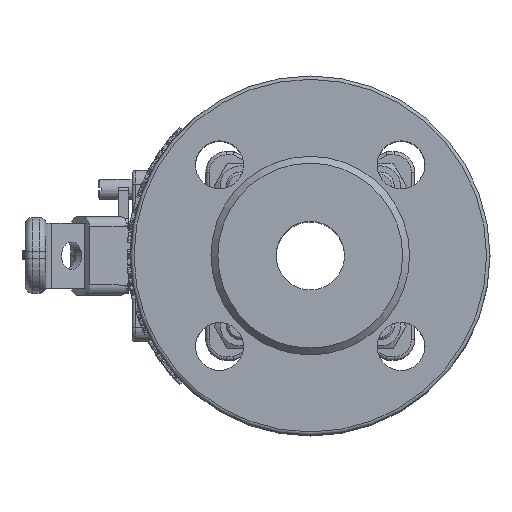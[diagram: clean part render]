
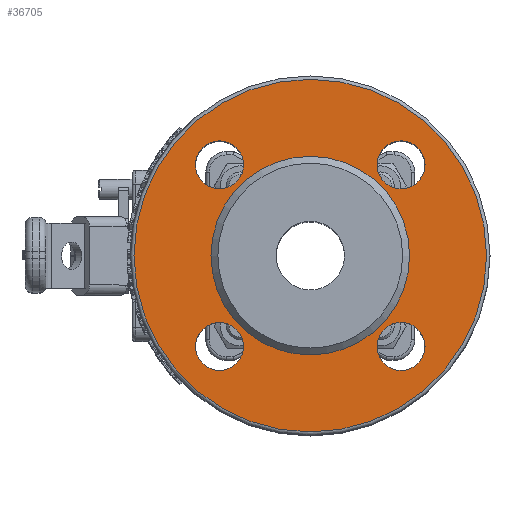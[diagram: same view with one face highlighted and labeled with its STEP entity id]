
A CAD part, top view. The second image highlights one B-rep face of the part: STEP entity #36705.
In plain terms, the highlighted planar face has unit normal (0, 0, 1).
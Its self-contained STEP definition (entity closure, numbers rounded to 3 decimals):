
#8188=FACE_BOUND('',#11432,.T.);
#8189=FACE_BOUND('',#11433,.T.);
#8190=FACE_BOUND('',#11434,.T.);
#8191=FACE_BOUND('',#11435,.T.);
#8192=FACE_BOUND('',#11436,.T.);
#9253=FACE_OUTER_BOUND('',#11431,.T.);
#11431=EDGE_LOOP('',(#27151));
#11432=EDGE_LOOP('',(#27152));
#11433=EDGE_LOOP('',(#27153));
#11434=EDGE_LOOP('',(#27154));
#11435=EDGE_LOOP('',(#27155));
#11436=EDGE_LOOP('',(#27156));
#13289=CIRCLE('',#39097,7.);
#13291=CIRCLE('',#39100,7.);
#13293=CIRCLE('',#39103,7.);
#13295=CIRCLE('',#39106,7.);
#13302=CIRCLE('',#39120,51.5);
#13303=CIRCLE('',#39121,29.);
#15240=VERTEX_POINT('',#62720);
#15242=VERTEX_POINT('',#62725);
#15244=VERTEX_POINT('',#62730);
#15246=VERTEX_POINT('',#62735);
#15257=VERTEX_POINT('',#62764);
#15258=VERTEX_POINT('',#62766);
#19529=EDGE_CURVE('',#15240,#15240,#13289,.T.);
#19531=EDGE_CURVE('',#15242,#15242,#13291,.T.);
#19533=EDGE_CURVE('',#15244,#15244,#13293,.T.);
#19535=EDGE_CURVE('',#15246,#15246,#13295,.T.);
#19546=EDGE_CURVE('',#15257,#15257,#13302,.T.);
#19547=EDGE_CURVE('',#15258,#15258,#13303,.T.);
#27151=ORIENTED_EDGE('',*,*,#19546,.F.);
#27152=ORIENTED_EDGE('',*,*,#19547,.T.);
#27153=ORIENTED_EDGE('',*,*,#19535,.T.);
#27154=ORIENTED_EDGE('',*,*,#19533,.T.);
#27155=ORIENTED_EDGE('',*,*,#19531,.T.);
#27156=ORIENTED_EDGE('',*,*,#19529,.T.);
#33265=PLANE('',#39119);
#36705=ADVANCED_FACE('',(#9253,#8188,#8189,#8190,#8191,#8192),#33265,.F.);
#39097=AXIS2_PLACEMENT_3D('',#62721,#43713,#43714);
#39100=AXIS2_PLACEMENT_3D('',#62726,#43719,#43720);
#39103=AXIS2_PLACEMENT_3D('',#62731,#43725,#43726);
#39106=AXIS2_PLACEMENT_3D('',#62736,#43731,#43732);
#39119=AXIS2_PLACEMENT_3D('',#62763,#43761,#43762);
#39120=AXIS2_PLACEMENT_3D('',#62765,#43763,#43764);
#39121=AXIS2_PLACEMENT_3D('',#62767,#43765,#43766);
#43713=DIRECTION('center_axis',(0.,0.,-1.));
#43714=DIRECTION('ref_axis',(-1.,0.,0.));
#43719=DIRECTION('center_axis',(0.,0.,-1.));
#43720=DIRECTION('ref_axis',(-1.,0.,0.));
#43725=DIRECTION('center_axis',(0.,0.,-1.));
#43726=DIRECTION('ref_axis',(-1.,0.,0.));
#43731=DIRECTION('center_axis',(0.,0.,-1.));
#43732=DIRECTION('ref_axis',(-1.,0.,0.));
#43761=DIRECTION('center_axis',(0.,0.,-1.));
#43762=DIRECTION('ref_axis',(1.,0.,0.));
#43763=DIRECTION('center_axis',(0.,0.,-1.));
#43764=DIRECTION('ref_axis',(-1.,0.,0.));
#43765=DIRECTION('center_axis',(0.,0.,-1.));
#43766=DIRECTION('ref_axis',(-1.,0.,0.));
#62720=CARTESIAN_POINT('',(33.517,-26.517,118.));
#62721=CARTESIAN_POINT('Origin',(26.517,-26.517,118.));
#62725=CARTESIAN_POINT('',(-19.517,-26.517,118.));
#62726=CARTESIAN_POINT('Origin',(-26.517,-26.517,118.));
#62730=CARTESIAN_POINT('',(-19.517,26.517,118.));
#62731=CARTESIAN_POINT('Origin',(-26.517,26.517,118.));
#62735=CARTESIAN_POINT('',(33.517,26.517,118.));
#62736=CARTESIAN_POINT('Origin',(26.517,26.517,118.));
#62763=CARTESIAN_POINT('Origin',(0.,0.,118.));
#62764=CARTESIAN_POINT('',(51.5,0.,118.));
#62765=CARTESIAN_POINT('Origin',(0.,0.,118.));
#62766=CARTESIAN_POINT('',(29.,0.,118.));
#62767=CARTESIAN_POINT('Origin',(0.,0.,118.));
